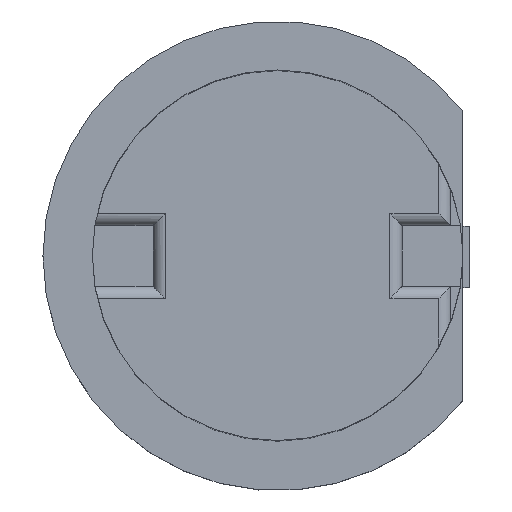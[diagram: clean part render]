
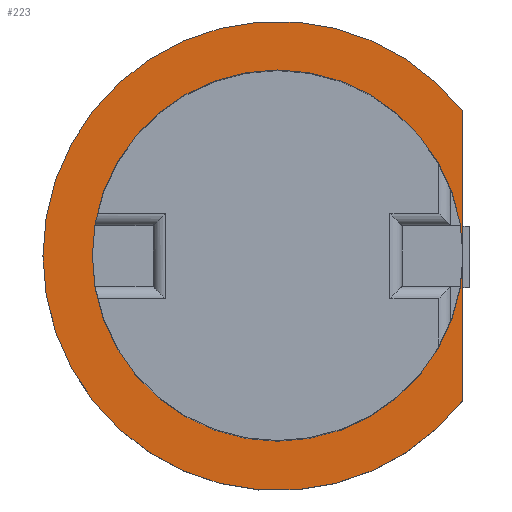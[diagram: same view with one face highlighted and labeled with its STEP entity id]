
A CAD part, top view. The second image highlights one B-rep face of the part: STEP entity #223.
In plain terms, the highlighted planar face has unit normal (0, 0, 1).
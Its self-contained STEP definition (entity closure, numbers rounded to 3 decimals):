
#132 = CARTESIAN_POINT ( 'NONE',  ( 1.52, 0., 0.8 ) ) ;
#219 = DIRECTION ( 'NONE',  ( -1., 0., 0. ) ) ;
#220 = LINE ( 'NONE', #2192, #1862 ) ;
#223 = ADVANCED_FACE ( 'NONE', ( #2651, #439 ), #1531, .F. ) ;
#244 = CARTESIAN_POINT ( 'NONE',  ( -1.925, 0., 0.8 ) ) ;
#252 = DIRECTION ( 'NONE',  ( -1., 0., 0. ) ) ;
#264 = CARTESIAN_POINT ( 'NONE',  ( 1.52, -1.181, 0.8 ) ) ;
#289 = DIRECTION ( 'NONE',  ( 0., 0., 1. ) ) ;
#299 = EDGE_CURVE ( 'NONE', #930, #1196, #1768, .T. ) ;
#321 = ORIENTED_EDGE ( 'NONE', *, *, #1087, .F. ) ;
#439 = FACE_OUTER_BOUND ( 'NONE', #1122, .T. ) ;
#563 = ORIENTED_EDGE ( 'NONE', *, *, #1033, .F. ) ;
#566 = EDGE_LOOP ( 'NONE', ( #2568, #1765 ) ) ;
#614 = EDGE_CURVE ( 'NONE', #668, #654, #722, .T. ) ;
#654 = VERTEX_POINT ( 'NONE', #1136 ) ;
#668 = VERTEX_POINT ( 'NONE', #244 ) ;
#680 = AXIS2_PLACEMENT_3D ( 'NONE', #2251, #289, #252 ) ;
#722 = CIRCLE ( 'NONE', #1951, 1.925 ) ;
#930 = VERTEX_POINT ( 'NONE', #132 ) ;
#993 = CARTESIAN_POINT ( 'NONE',  ( -1.52, 0., 0.8 ) ) ;
#1033 = EDGE_CURVE ( 'NONE', #1296, #668, #1722, .T. ) ;
#1045 = DIRECTION ( 'NONE',  ( 0., 0., -1. ) ) ;
#1056 = DIRECTION ( 'NONE',  ( 0., 0., -1. ) ) ;
#1074 = DIRECTION ( 'NONE',  ( 0., 0., -1. ) ) ;
#1087 = EDGE_CURVE ( 'NONE', #654, #1296, #220, .T. ) ;
#1122 = EDGE_LOOP ( 'NONE', ( #321, #1336, #563 ) ) ;
#1124 = AXIS2_PLACEMENT_3D ( 'NONE', #1517, #1074, #219 ) ;
#1136 = CARTESIAN_POINT ( 'NONE',  ( 1.52, 1.181, 0.8 ) ) ;
#1196 = VERTEX_POINT ( 'NONE', #993 ) ;
#1287 = DIRECTION ( 'NONE',  ( -1., 0., 0. ) ) ;
#1296 = VERTEX_POINT ( 'NONE', #264 ) ;
#1325 = CARTESIAN_POINT ( 'NONE',  ( 0., 0., 0.8 ) ) ;
#1336 = ORIENTED_EDGE ( 'NONE', *, *, #614, .F. ) ;
#1453 = DIRECTION ( 'NONE',  ( -1., 0., 0. ) ) ;
#1509 = DIRECTION ( 'NONE',  ( 0., 0., 1. ) ) ;
#1517 = CARTESIAN_POINT ( 'NONE',  ( 0.047, 0., 0.8 ) ) ;
#1531 = PLANE ( 'NONE',  #1124 ) ;
#1722 = CIRCLE ( 'NONE', #2742, 1.925 ) ;
#1765 = ORIENTED_EDGE ( 'NONE', *, *, #299, .F. ) ;
#1768 = CIRCLE ( 'NONE', #1870, 1.52 ) ;
#1862 = VECTOR ( 'NONE', #2858, 1000. ) ;
#1870 = AXIS2_PLACEMENT_3D ( 'NONE', #1949, #1509, #1287 ) ;
#1949 = CARTESIAN_POINT ( 'NONE',  ( 0., 0., 0.8 ) ) ;
#1951 = AXIS2_PLACEMENT_3D ( 'NONE', #2156, #1045, #1453 ) ;
#2134 = EDGE_CURVE ( 'NONE', #1196, #930, #2705, .T. ) ;
#2156 = CARTESIAN_POINT ( 'NONE',  ( 0., 0., 0.8 ) ) ;
#2192 = CARTESIAN_POINT ( 'NONE',  ( 1.52, 1.181, 0.8 ) ) ;
#2251 = CARTESIAN_POINT ( 'NONE',  ( 0., 0., 0.8 ) ) ;
#2438 = DIRECTION ( 'NONE',  ( -1., 0., 0. ) ) ;
#2568 = ORIENTED_EDGE ( 'NONE', *, *, #2134, .F. ) ;
#2651 = FACE_BOUND ( 'NONE', #566, .T. ) ;
#2705 = CIRCLE ( 'NONE', #680, 1.52 ) ;
#2742 = AXIS2_PLACEMENT_3D ( 'NONE', #1325, #1056, #2438 ) ;
#2858 = DIRECTION ( 'NONE',  ( 0., -1., 0. ) ) ;
